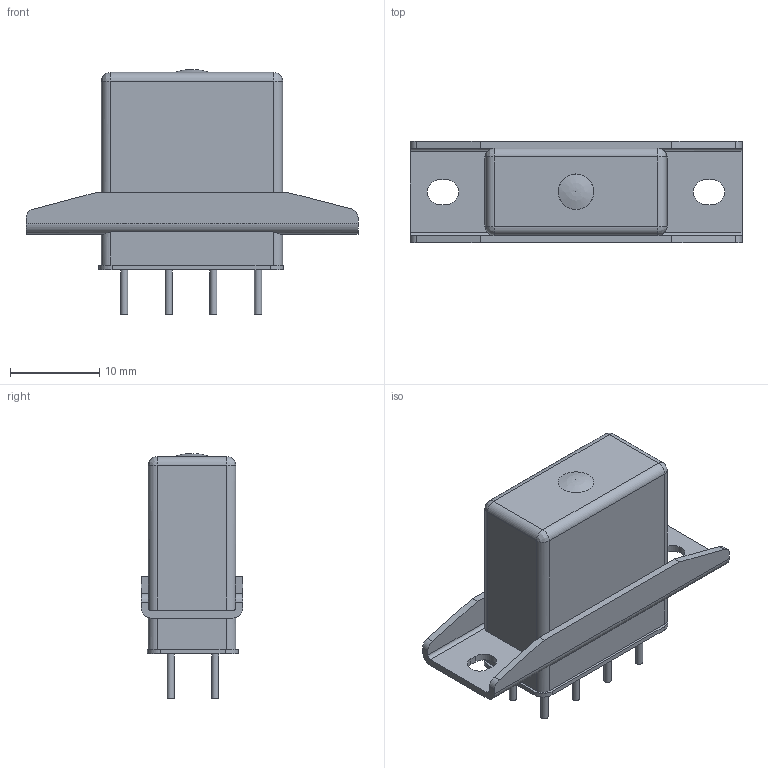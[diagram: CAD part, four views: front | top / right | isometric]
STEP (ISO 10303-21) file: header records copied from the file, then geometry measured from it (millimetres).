
FILE_DESCRIPTION (( 'STEP AP203' ), '1' );
FILE_NAME ('Äåòàëü37^ÐÂÈÌ.647611.020 ÐÝÊ83 ñ ðàìêîé1.STEP', '2019-11-22T03:38:14', ( '' ), ( '' ), 'SwSTEP 2.0', 'SolidWorks 2017', '' );
FILE_SCHEMA (( 'CONFIG_CONTROL_DESIGN' ));
Length unit declared in the file: millimetre
Products named in the file (1): Äåòàëü37^ÐÂÈÌ.647611.020 ÐÝÊ83 ñ ðàìêîé1
Bounding box: 37.2 x 11.4 x 27.41 mm (x, y, z)
Volume: 1175.5 mm3; surface area: 4417.3 mm2
Topology: 17 solids, 17 shells, 200 faces, 468 edges, 295 vertices
Faces by surface type: plane 100, cylinder 84, bspline 13, cone 3
Full cylindrical faces by diameter (mm): 0.8 x8, 0.95 x8, 2.3 x1, 2.64 x8, 2.7 x8, 3.2 x1, 3.6 x1
Entity records: 5883 total; most frequent: CARTESIAN_POINT 1339, DIRECTION 946, ORIENTED_EDGE 832, EDGE_CURVE 416, AXIS2_PLACEMENT_3D 362, VERTEX_POINT 290, EDGE_LOOP 278, FACE_OUTER_BOUND 235
